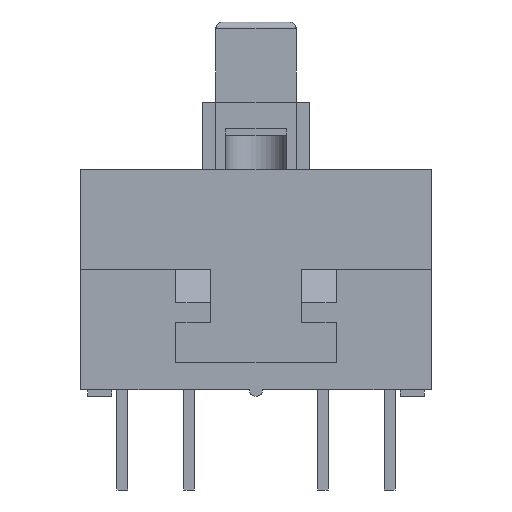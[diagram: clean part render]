
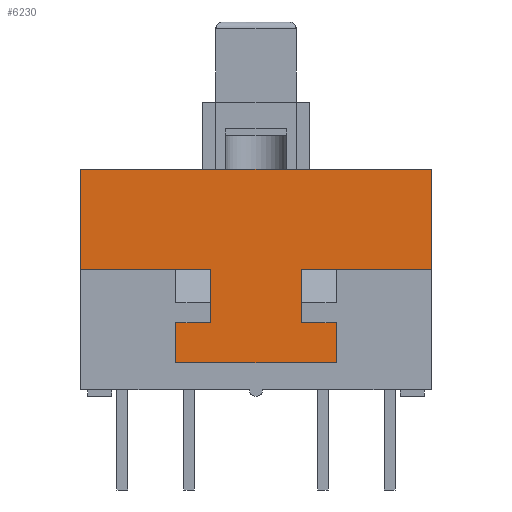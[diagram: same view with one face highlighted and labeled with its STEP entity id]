
A CAD part, front view. The second image highlights one B-rep face of the part: STEP entity #6230.
In plain terms, the highlighted planar face has unit normal (0, -1, 0).
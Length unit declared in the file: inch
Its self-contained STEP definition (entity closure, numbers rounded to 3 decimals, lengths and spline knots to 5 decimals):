
#335=PLANE('',#6592);
#659=FACE_OUTER_BOUND('',#1018,.T.);
#1018=EDGE_LOOP('',(#5658,#5659,#5660,#5661,#5662,#5663,#5664,#5665,#5666,
#5667,#5668,#5669));
#1702=LINE('',#9488,#2548);
#1707=LINE('',#9498,#2553);
#1710=LINE('',#9504,#2556);
#1713=LINE('',#9510,#2559);
#1726=LINE('',#9537,#2572);
#1733=LINE('',#9552,#2579);
#1739=LINE('',#9564,#2585);
#1747=LINE('',#9579,#2593);
#1756=LINE('',#9595,#2602);
#1761=LINE('',#9606,#2607);
#1820=LINE('',#9723,#2666);
#1821=LINE('',#9725,#2667);
#2548=VECTOR('',#7781,0.3937);
#2553=VECTOR('',#7788,0.3937);
#2556=VECTOR('',#7793,0.3937);
#2559=VECTOR('',#7798,0.3937);
#2572=VECTOR('',#7819,0.3937);
#2579=VECTOR('',#7830,0.3937);
#2585=VECTOR('',#7840,0.3937);
#2593=VECTOR('',#7852,0.3937);
#2602=VECTOR('',#7867,0.3937);
#2607=VECTOR('',#7876,0.3937);
#2666=VECTOR('',#7977,0.3937);
#2667=VECTOR('',#7980,0.3937);
#3190=VERTEX_POINT('',#9485);
#3191=VERTEX_POINT('',#9487);
#3195=VERTEX_POINT('',#9497);
#3197=VERTEX_POINT('',#9503);
#3199=VERTEX_POINT('',#9509);
#3208=VERTEX_POINT('',#9534);
#3209=VERTEX_POINT('',#9536);
#3215=VERTEX_POINT('',#9551);
#3219=VERTEX_POINT('',#9563);
#3224=VERTEX_POINT('',#9578);
#3232=VERTEX_POINT('',#9605);
#3269=VERTEX_POINT('',#9721);
#3974=EDGE_CURVE('',#3191,#3190,#1702,.T.);
#3979=EDGE_CURVE('',#3195,#3191,#1707,.T.);
#3982=EDGE_CURVE('',#3197,#3195,#1710,.T.);
#3985=EDGE_CURVE('',#3199,#3197,#1713,.T.);
#3998=EDGE_CURVE('',#3209,#3208,#1726,.T.);
#4005=EDGE_CURVE('',#3215,#3209,#1733,.T.);
#4011=EDGE_CURVE('',#3219,#3215,#1739,.T.);
#4019=EDGE_CURVE('',#3224,#3219,#1747,.T.);
#4028=EDGE_CURVE('',#3208,#3199,#1756,.T.);
#4033=EDGE_CURVE('',#3224,#3232,#1761,.T.);
#4092=EDGE_CURVE('',#3190,#3269,#1820,.T.);
#4093=EDGE_CURVE('',#3269,#3232,#1821,.T.);
#5658=ORIENTED_EDGE('',*,*,#3974,.T.);
#5659=ORIENTED_EDGE('',*,*,#4092,.T.);
#5660=ORIENTED_EDGE('',*,*,#4093,.T.);
#5661=ORIENTED_EDGE('',*,*,#4033,.F.);
#5662=ORIENTED_EDGE('',*,*,#4019,.T.);
#5663=ORIENTED_EDGE('',*,*,#4011,.T.);
#5664=ORIENTED_EDGE('',*,*,#4005,.T.);
#5665=ORIENTED_EDGE('',*,*,#3998,.T.);
#5666=ORIENTED_EDGE('',*,*,#4028,.T.);
#5667=ORIENTED_EDGE('',*,*,#3985,.T.);
#5668=ORIENTED_EDGE('',*,*,#3982,.T.);
#5669=ORIENTED_EDGE('',*,*,#3979,.T.);
#6230=ADVANCED_FACE('',(#659),#335,.T.);
#6592=AXIS2_PLACEMENT_3D('',#9724,#7978,#7979);
#7781=DIRECTION('',(1.,0.,0.));
#7788=DIRECTION('',(0.,0.,1.));
#7793=DIRECTION('',(-1.,0.,0.));
#7798=DIRECTION('',(0.,0.,1.));
#7819=DIRECTION('',(0.,0.,-1.));
#7830=DIRECTION('',(-1.,0.,0.));
#7840=DIRECTION('',(0.,0.,-1.));
#7852=DIRECTION('',(1.,0.,0.));
#7867=DIRECTION('',(1.,0.,0.));
#7876=DIRECTION('',(0.,0.,1.));
#7977=DIRECTION('',(0.,0.,1.));
#7978=DIRECTION('center_axis',(0.,-1.,0.));
#7979=DIRECTION('ref_axis',(0.,0.,1.));
#7980=DIRECTION('',(-1.,0.,0.));
#9485=CARTESIAN_POINT('',(0.25787,-0.16732,-0.05991));
#9487=CARTESIAN_POINT('',(0.06693,-0.16732,-0.05991));
#9488=CARTESIAN_POINT('',(0.1624,-0.16732,-0.05991));
#9497=CARTESIAN_POINT('',(0.06693,-0.16732,-0.13865));
#9498=CARTESIAN_POINT('',(0.06693,-0.16732,-0.09682));
#9503=CARTESIAN_POINT('',(0.11811,-0.16732,-0.13865));
#9504=CARTESIAN_POINT('',(0.18799,-0.16732,-0.13865));
#9509=CARTESIAN_POINT('',(0.11811,-0.16732,-0.19771));
#9510=CARTESIAN_POINT('',(0.11811,-0.16732,-0.12635));
#9534=CARTESIAN_POINT('',(-0.11811,-0.16732,-0.19771));
#9536=CARTESIAN_POINT('',(-0.11811,-0.16732,-0.13865));
#9537=CARTESIAN_POINT('',(-0.11811,-0.16732,-0.09682));
#9551=CARTESIAN_POINT('',(-0.06693,-0.16732,-0.13865));
#9552=CARTESIAN_POINT('',(0.09547,-0.16732,-0.13865));
#9563=CARTESIAN_POINT('',(-0.06693,-0.16732,-0.05991));
#9564=CARTESIAN_POINT('',(-0.06693,-0.16732,-0.05745));
#9578=CARTESIAN_POINT('',(-0.25787,-0.16732,-0.05991));
#9579=CARTESIAN_POINT('',(0.,-0.16732,-0.05991));
#9595=CARTESIAN_POINT('',(-0.25787,-0.16732,-0.19771));
#9605=CARTESIAN_POINT('',(-0.25787,-0.16732,0.08773));
#9606=CARTESIAN_POINT('',(-0.25787,-0.16732,-0.05499));
#9721=CARTESIAN_POINT('',(0.25787,-0.16732,0.08773));
#9723=CARTESIAN_POINT('',(0.25787,-0.16732,-0.05499));
#9724=CARTESIAN_POINT('Origin',(0.25787,-0.16732,-0.05499));
#9725=CARTESIAN_POINT('',(-0.25787,-0.16732,0.08773));
